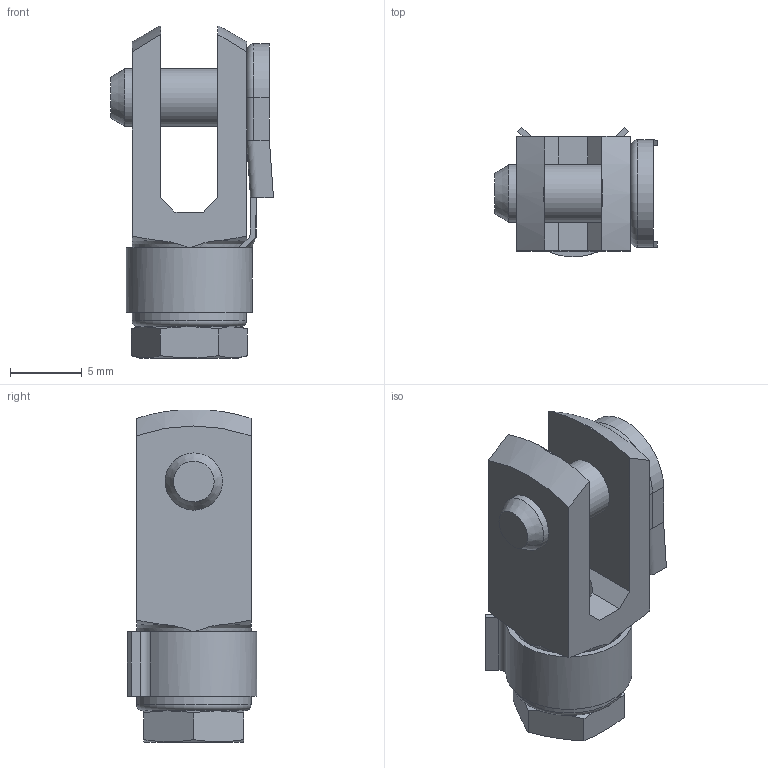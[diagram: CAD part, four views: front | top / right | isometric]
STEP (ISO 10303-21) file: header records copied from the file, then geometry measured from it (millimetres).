
FILE_DESCRIPTION(/* description */ ('STEP AP214'),/* implementation_level */ '2;1');
FILE_NAME(/* name */ '6532_SG-M4',/* time_stamp */ '2024-09-11T10:30:18+02:00',/* author */ ('License CC BY-ND 4.0'),/* organization */ ('CADENAS'),/* preprocessor_version */ 'ST-DEVELOPER v19.3',/* originating_system */ 'PARTsolutions',/* authorisation */ ' ');
FILE_SCHEMA (('AUTOMOTIVE_DESIGN {1 0 10303 214 3 1 1}'));
Length unit declared in the file: millimetre
Products named in the file (4): 6532 SG-M4; 6532 SG-M4---(GK); DIN-439-B - M4(F); 212446 FKB-4X8
Assembly tree (3 placements, depth 2):
  6532 SG-M4
    6532 SG-M4---(GK)
    DIN-439-B - M4(F)
    212446 FKB-4X8
Bounding box: 11.38 x 9.05 x 23.2 mm (x, y, z)
Volume: 998.7 mm3; surface area: 1620.8 mm2
Topology: 3 solids, 3 shells, 87 faces, 223 edges, 143 vertices
Faces by surface type: plane 46, cylinder 17, cone 12, torus 7, bspline 5
Full cylindrical faces by diameter (mm): 3.242 x2, 3.35 x1, 4 x3, 8 x1
Entity records: 2724 total; most frequent: CARTESIAN_POINT 622, ORIENTED_EDGE 406, DIRECTION 402, EDGE_CURVE 203, AXIS2_PLACEMENT_3D 151, VERTEX_POINT 138, EDGE_LOOP 111, FACE_BOUND 111
